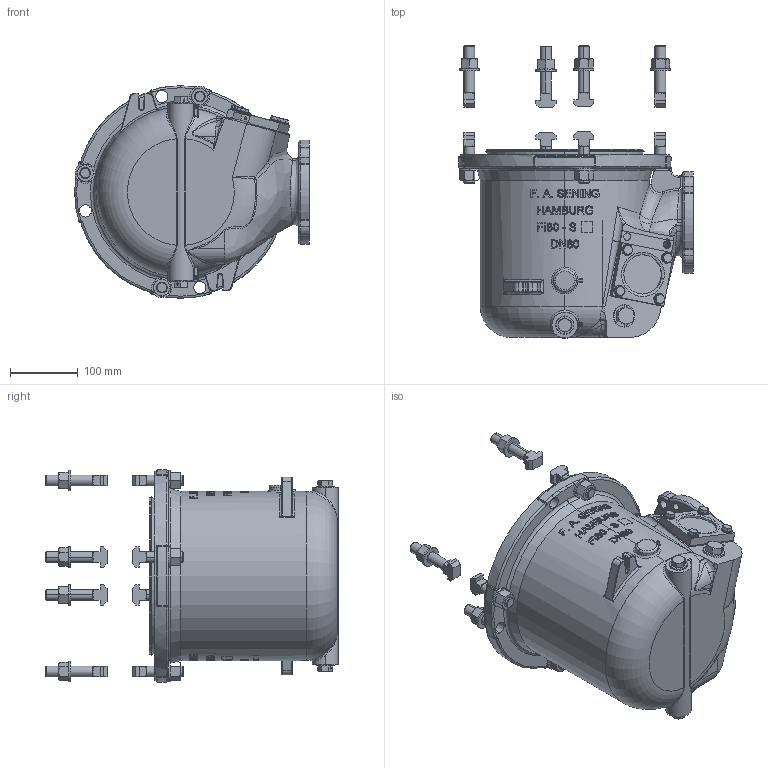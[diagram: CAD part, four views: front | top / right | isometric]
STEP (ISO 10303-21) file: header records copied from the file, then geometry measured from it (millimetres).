
FILE_DESCRIPTION (( 'STEP AP214' ), '1' );
FILE_NAME ('FI100-80S_252361_ohne Einlaufteil.STEP', '2013-09-26T08:46:03', ( 'Admin2' ), ( '' ), 'SwSTEP 2.0', 'SolidWorks 2010', '' );
FILE_SCHEMA (( 'AUTOMOTIVE_DESIGN' ));
Length unit declared in the file: millimetre
Products named in the file (1): FI100-80S_252361_ohne Einlaufteil
Bounding box: 347 x 432 x 314 mm (x, y, z)
Surface area: 720118.6 mm2 (no closed solid volume)
Topology: 0 solids, 61 shells, 1444 faces, 5931 edges, 4234 vertices
Faces by surface type: plane 473, cylinder 399, bspline 305, cone 147, torus 104, sphere 16
Entity records: 112423 total; most frequent: CARTESIAN_POINT 51107, ORIENTED_EDGE 9001, DIRECTION 8794, EDGE_CURVE 5903, VERTEX_POINT 4234, AXIS2_PLACEMENT_3D 3218, VECTOR 2358, LINE 2358
